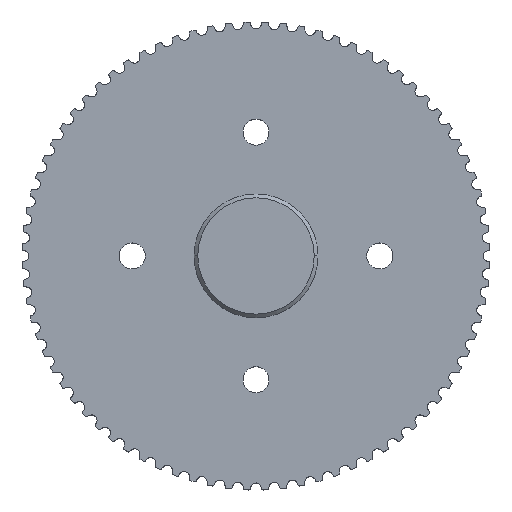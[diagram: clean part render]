
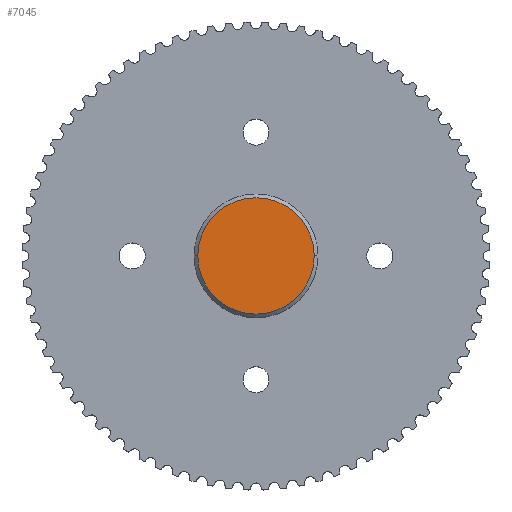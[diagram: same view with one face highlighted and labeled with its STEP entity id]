
A CAD part, top view. The second image highlights one B-rep face of the part: STEP entity #7045.
In plain terms, the highlighted planar face has unit normal (0, 0, 1).
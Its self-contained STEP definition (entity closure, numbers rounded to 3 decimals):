
#705 = VERTEX_POINT ( 'NONE', #7557 ) ;
#988 = AXIS2_PLACEMENT_3D ( 'NONE', #9767, #15041, #12146 ) ;
#1124 = EDGE_CURVE ( 'NONE', #705, #12515, #8250, .T. ) ;
#2060 = ORIENTED_EDGE ( 'NONE', *, *, #14548, .T. ) ;
#2210 = DIRECTION ( 'NONE',  ( 0., 0., 1. ) ) ;
#2762 = ORIENTED_EDGE ( 'NONE', *, *, #1124, .T. ) ;
#3055 = CARTESIAN_POINT ( 'NONE',  ( 0., 0., 10.4 ) ) ;
#6733 = AXIS2_PLACEMENT_3D ( 'NONE', #14235, #2210, #7562 ) ;
#7045 = ADVANCED_FACE ( 'NONE', ( #10187 ), #15542, .T. ) ;
#7557 = CARTESIAN_POINT ( 'NONE',  ( 9.4, 0., 10.4 ) ) ;
#7562 = DIRECTION ( 'NONE',  ( 1., 0., 0. ) ) ;
#8250 = CIRCLE ( 'NONE', #988, 9.4 ) ;
#9767 = CARTESIAN_POINT ( 'NONE',  ( 0., 0., 10.4 ) ) ;
#10187 = FACE_OUTER_BOUND ( 'NONE', #14719, .T. ) ;
#11296 = DIRECTION ( 'NONE',  ( 1., 0., 0. ) ) ;
#11608 = CIRCLE ( 'NONE', #16905, 9.4 ) ;
#12146 = DIRECTION ( 'NONE',  ( 1., 0., 0. ) ) ;
#12515 = VERTEX_POINT ( 'NONE', #13659 ) ;
#13659 = CARTESIAN_POINT ( 'NONE',  ( -9.4, 0., 10.4 ) ) ;
#13766 = DIRECTION ( 'NONE',  ( 0., 0., 1. ) ) ;
#14235 = CARTESIAN_POINT ( 'NONE',  ( 0., 0., 10.4 ) ) ;
#14548 = EDGE_CURVE ( 'NONE', #12515, #705, #11608, .T. ) ;
#14719 = EDGE_LOOP ( 'NONE', ( #2060, #2762 ) ) ;
#15041 = DIRECTION ( 'NONE',  ( 0., 0., 1. ) ) ;
#15542 = PLANE ( 'NONE',  #6733 ) ;
#16905 = AXIS2_PLACEMENT_3D ( 'NONE', #3055, #13766, #11296 ) ;
